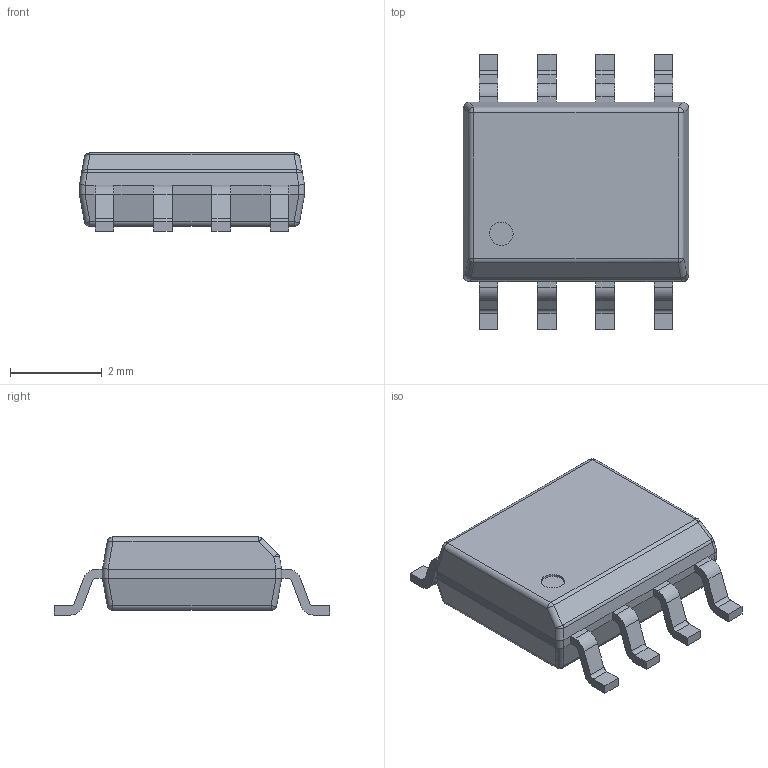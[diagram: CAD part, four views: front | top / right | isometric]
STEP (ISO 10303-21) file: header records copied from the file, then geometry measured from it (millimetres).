
FILE_DESCRIPTION(('Open CASCADE Model'),'2;1');
FILE_NAME('Open CASCADE Shape Model','2026-02-20T23:49:00',('Author'),( 'Open CASCADE'),'Open CASCADE STEP processor 7.8','Open CASCADE 7.8' ,'Unknown');
FILE_SCHEMA(('AUTOMOTIVE_DESIGN { 1 0 10303 214 1 1 1 1 }'));
Length unit declared in the file: millimetre
Products named in the file (1): SOLID
Bounding box: 4.9 x 6 x 1.7 mm (x, y, z)
Volume: 29.7 mm3; surface area: 74.7 mm2
Topology: 1 solids, 1 shells, 163 faces, 418 edges, 258 vertices
Faces by surface type: bspline 163
Entity records: 5640 total; most frequent: CARTESIAN_POINT 2073, ORIENTED_EDGE 836, EDGE_CURVE 418, B_SPLINE_CURVE_WITH_KNOTS 296, VERTEX_POINT 258, FACE_BOUND 164, EDGE_LOOP 164, PRESENTATION_STYLE_ASSIGNMENT 164
